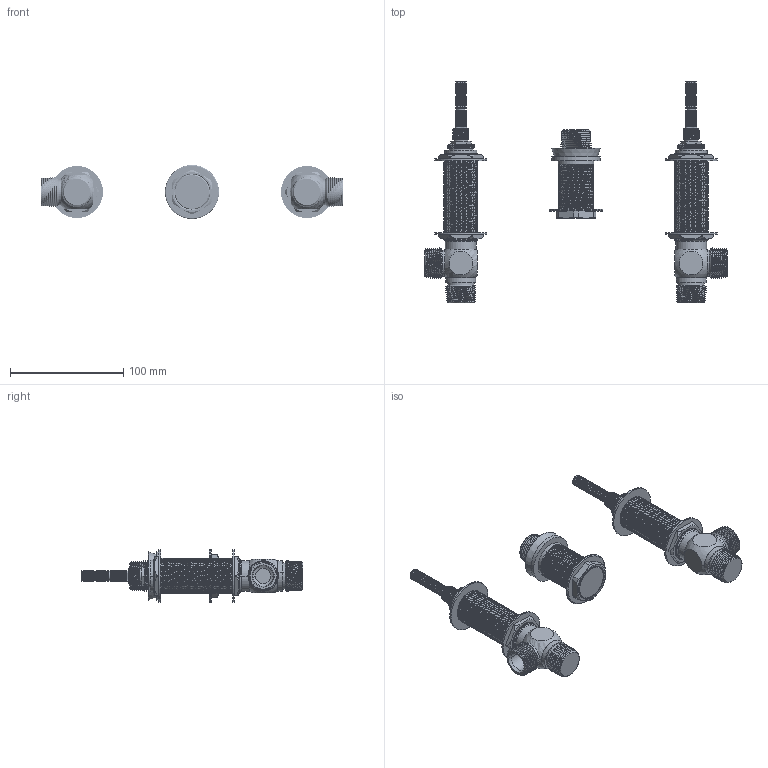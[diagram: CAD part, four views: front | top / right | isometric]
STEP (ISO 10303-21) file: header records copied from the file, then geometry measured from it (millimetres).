
FILE_DESCRIPTION((''),'2;1');
FILE_NAME('1-547','2021-04-19T09:21:27',('rsmith'),(''),'CREO PARAMETRIC BY PTC INC, 2018400','CREO PARAMETRIC BY PTC INC, 2018400','');
FILE_SCHEMA(('AUTOMOTIVE_DESIGN { 1 0 10303 214 1 1 1 1 }'));
Products named in the file (1): 1-547
Bounding box: 267.2 x 195.6 x 47.62 mm (x, y, z)
Volume: 275041.6 mm3; surface area: 78284.7 mm2
Topology: 3 solids, 3 shells, 1463 faces, 4086 edges, 2645 vertices
Faces by surface type: cylinder 642, plane 340, bspline 250, cone 209, torus 18, sphere 4
Entity records: 173330 total; most frequent: CARTESIAN_POINT 117321, ORIENTED_EDGE 8160, DIRECTION 5666, PRESENTATION_STYLE_ASSIGNMENT 5280, STYLED_ITEM 4295, CURVE_STYLE 4080, EDGE_CURVE 4080, VERTEX_POINT 2645
